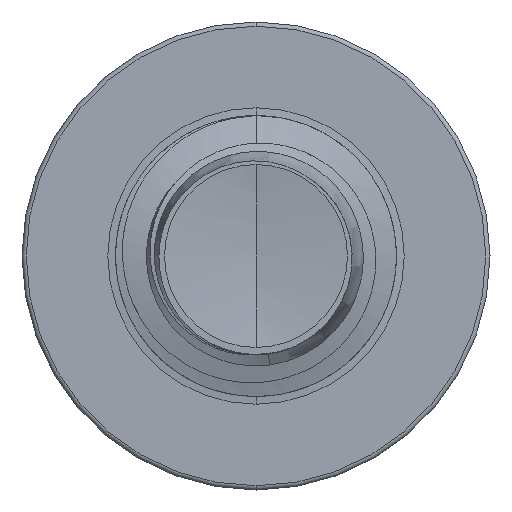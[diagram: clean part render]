
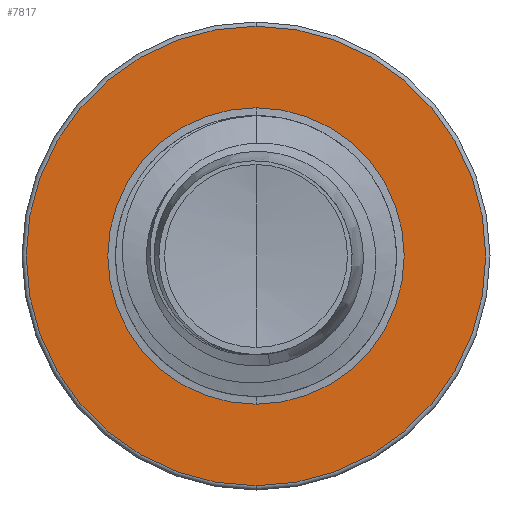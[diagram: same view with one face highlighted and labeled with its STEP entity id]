
A CAD part, front view. The second image highlights one B-rep face of the part: STEP entity #7817.
In plain terms, the highlighted planar face has unit normal (0, -1, 0).
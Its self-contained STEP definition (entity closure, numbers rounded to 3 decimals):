
#104 = EDGE_LOOP ( 'NONE', ( #2905, #3330 ) ) ;
#492 = EDGE_LOOP ( 'NONE', ( #4480, #5287 ) ) ;
#783 = CIRCLE ( 'NONE', #6545, 2.375 ) ;
#1446 = CIRCLE ( 'NONE', #7963, 2.375 ) ;
#1686 = VERTEX_POINT ( 'NONE', #3866 ) ;
#2074 = EDGE_CURVE ( 'NONE', #11250, #1686, #14744, .T. ) ;
#2454 = DIRECTION ( 'NONE',  ( 0., 0., 1. ) ) ;
#2475 = DIRECTION ( 'NONE',  ( 0., 1., 0. ) ) ;
#2476 = CARTESIAN_POINT ( 'NONE',  ( 0., 7., 0. ) ) ;
#2704 = AXIS2_PLACEMENT_3D ( 'NONE', #3858, #12548, #5196 ) ;
#2882 = EDGE_CURVE ( 'NONE', #3679, #5808, #783, .T. ) ;
#2905 = ORIENTED_EDGE ( 'NONE', *, *, #2882, .T. ) ;
#3330 = ORIENTED_EDGE ( 'NONE', *, *, #4864, .T. ) ;
#3679 = VERTEX_POINT ( 'NONE', #5558 ) ;
#3858 = CARTESIAN_POINT ( 'NONE',  ( 0., 7., 0. ) ) ;
#3866 = CARTESIAN_POINT ( 'NONE',  ( 0., 7., -3.682 ) ) ;
#4480 = ORIENTED_EDGE ( 'NONE', *, *, #2074, .F. ) ;
#4864 = EDGE_CURVE ( 'NONE', #5808, #3679, #1446, .T. ) ;
#5196 = DIRECTION ( 'NONE',  ( 0., 0., 1. ) ) ;
#5287 = ORIENTED_EDGE ( 'NONE', *, *, #10593, .F. ) ;
#5558 = CARTESIAN_POINT ( 'NONE',  ( 0., 7., 2.375 ) ) ;
#5808 = VERTEX_POINT ( 'NONE', #6790 ) ;
#5889 = FACE_BOUND ( 'NONE', #104, .T. ) ;
#5961 = AXIS2_PLACEMENT_3D ( 'NONE', #2476, #2475, #2454 ) ;
#6092 = AXIS2_PLACEMENT_3D ( 'NONE', #10132, #14629, #7812 ) ;
#6507 = PLANE ( 'NONE',  #6092 ) ;
#6545 = AXIS2_PLACEMENT_3D ( 'NONE', #7789, #7772, #7768 ) ;
#6790 = CARTESIAN_POINT ( 'NONE',  ( 0., 7., -2.375 ) ) ;
#7768 = DIRECTION ( 'NONE',  ( 0., 0., 1. ) ) ;
#7772 = DIRECTION ( 'NONE',  ( 0., 1., 0. ) ) ;
#7789 = CARTESIAN_POINT ( 'NONE',  ( 0., 7., 0. ) ) ;
#7812 = DIRECTION ( 'NONE',  ( 0., 0., 1. ) ) ;
#7817 = ADVANCED_FACE ( 'NONE', ( #15277, #5889 ), #6507, .F. ) ;
#7963 = AXIS2_PLACEMENT_3D ( 'NONE', #15031, #15020, #15007 ) ;
#10132 = CARTESIAN_POINT ( 'NONE',  ( 0., 7., -2.375 ) ) ;
#10593 = EDGE_CURVE ( 'NONE', #1686, #11250, #13331, .T. ) ;
#11250 = VERTEX_POINT ( 'NONE', #16166 ) ;
#12548 = DIRECTION ( 'NONE',  ( 0., 1., 0. ) ) ;
#13331 = CIRCLE ( 'NONE', #2704, 3.683 ) ;
#14629 = DIRECTION ( 'NONE',  ( 0., 1., 0. ) ) ;
#14744 = CIRCLE ( 'NONE', #5961, 3.683 ) ;
#15007 = DIRECTION ( 'NONE',  ( 0., 0., 1. ) ) ;
#15020 = DIRECTION ( 'NONE',  ( 0., 1., 0. ) ) ;
#15031 = CARTESIAN_POINT ( 'NONE',  ( 0., 7., 0. ) ) ;
#15277 = FACE_OUTER_BOUND ( 'NONE', #492, .T. ) ;
#16166 = CARTESIAN_POINT ( 'NONE',  ( 0., 7., 3.683 ) ) ;
